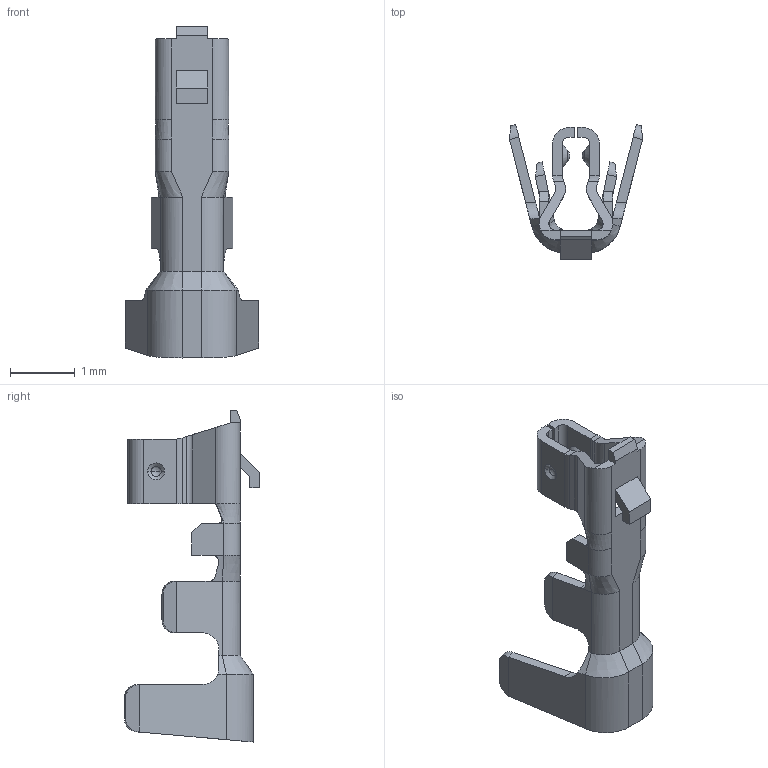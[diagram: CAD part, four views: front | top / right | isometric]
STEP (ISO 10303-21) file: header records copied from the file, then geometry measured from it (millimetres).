
FILE_DESCRIPTION((''),'2;1');
FILE_NAME('91203-T0XX','2010-04-13T',('snow'),(''),'PRO/ENGINEER BY PARAMETRIC TECHNOLOGY CORPORATION, 2007450','PRO/ENGINEER BY PARAMETRIC TECHNOLOGY CORPORATION, 2007450','');
FILE_SCHEMA(('CONFIG_CONTROL_DESIGN'));
Length unit declared in the file: millimetre
Products named in the file (1): 91203-T0XX
Bounding box: 2.06 x 2.09 x 5.14 mm (x, y, z)
Volume: 2.1 mm3; surface area: 33.5 mm2
Topology: 1 solids, 1 shells, 179 faces, 482 edges, 301 vertices
Faces by surface type: plane 88, cylinder 50, bspline 25, cone 8, sphere 8
Entity records: 6366 total; most frequent: CARTESIAN_POINT 2075, ORIENTED_EDGE 948, DIRECTION 780, EDGE_CURVE 474, VERTEX_POINT 301, VECTOR 300, LINE 300, AXIS2_PLACEMENT_3D 240
